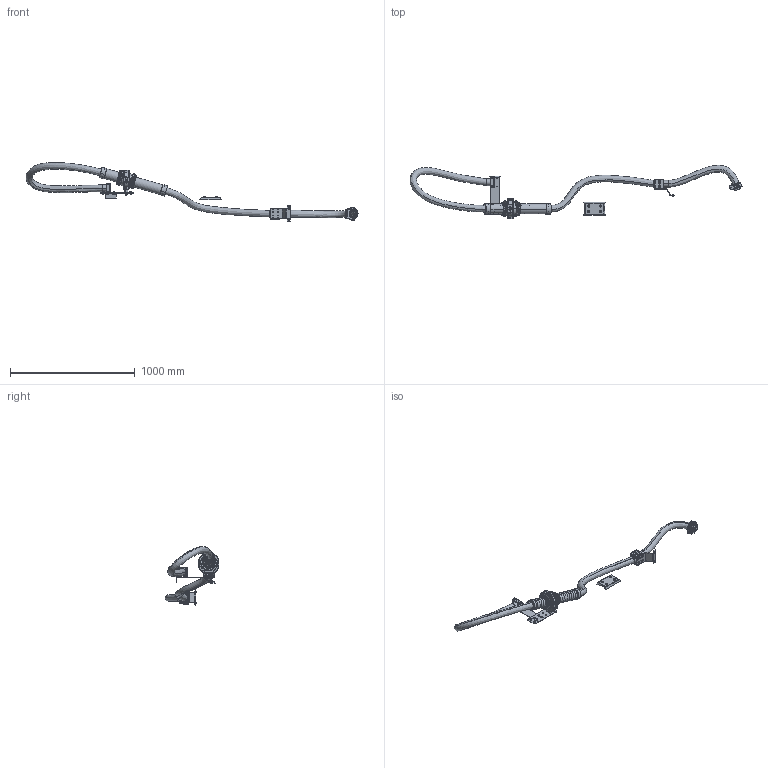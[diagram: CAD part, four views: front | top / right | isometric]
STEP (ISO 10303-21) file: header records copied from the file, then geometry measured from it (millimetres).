
FILE_DESCRIPTION (( 'STEP AP214' ), '1' );
FILE_NAME ('P2457-1.STEP', '2023-03-02T11:19:41', ( '' ), ( '' ), 'SwSTEP 2.0', 'SolidWorks 2021', '' );
FILE_SCHEMA (( 'AUTOMOTIVE_DESIGN' ));
Length unit declared in the file: millimetre
Products named in the file (1): P2457-1
Bounding box: 2665.2 x 429.65 x 472.09 mm (x, y, z)
Volume: 4266337.7 mm3; surface area: 2169671.6 mm2
Topology: 79 solids, 79 shells, 4343 faces, 11196 edges, 7145 vertices
Faces by surface type: plane 1533, cylinder 1407, bspline 802, torus 292, cone 257, sphere 52
Entity records: 244549 total; most frequent: CARTESIAN_POINT 95278, ORIENTED_EDGE 22212, DIRECTION 19325, EDGE_CURVE 11106, AXIS2_PLACEMENT_3D 7162, VERTEX_POINT 7127, LINE 5001, VECTOR 5001
